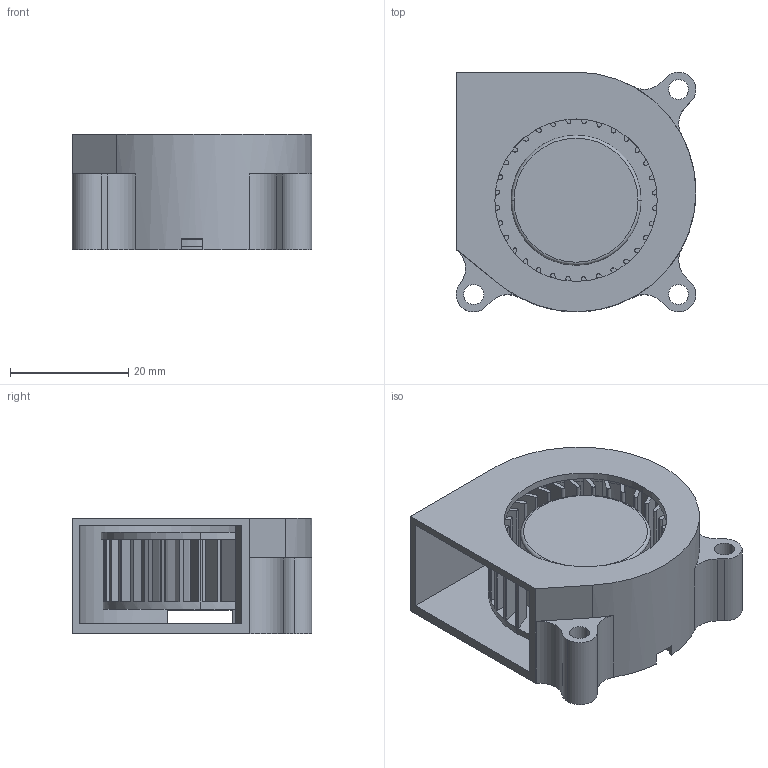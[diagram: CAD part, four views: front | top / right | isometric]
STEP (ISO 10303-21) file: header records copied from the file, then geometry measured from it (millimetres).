
FILE_DESCRIPTION (( 'STEP AP214' ), '1' );
FILE_NAME ('blower_fan.STEP', '2017-01-12T09:55:40', ( 'Admin' ), ( '' ), 'SwSTEP 2.0', 'SolidWorks 2013', '' );
FILE_SCHEMA (( 'AUTOMOTIVE_DESIGN' ));
Length unit declared in the file: millimetre
Products named in the file (1): blower_fan
Bounding box: 40.62 x 40.6 x 19.6 mm (x, y, z)
Volume: 12689.9 mm3; surface area: 15450.7 mm2
Topology: 2 solids, 2 shells, 284 faces, 960 edges, 618 vertices
Faces by surface type: cylinder 167, plane 115, torus 2
Entity records: 10726 total; most frequent: DIRECTION 1945, ORIENTED_EDGE 1920, CARTESIAN_POINT 1863, EDGE_CURVE 960, AXIS2_PLACEMENT_3D 700, VERTEX_POINT 618, VECTOR 545, LINE 545
